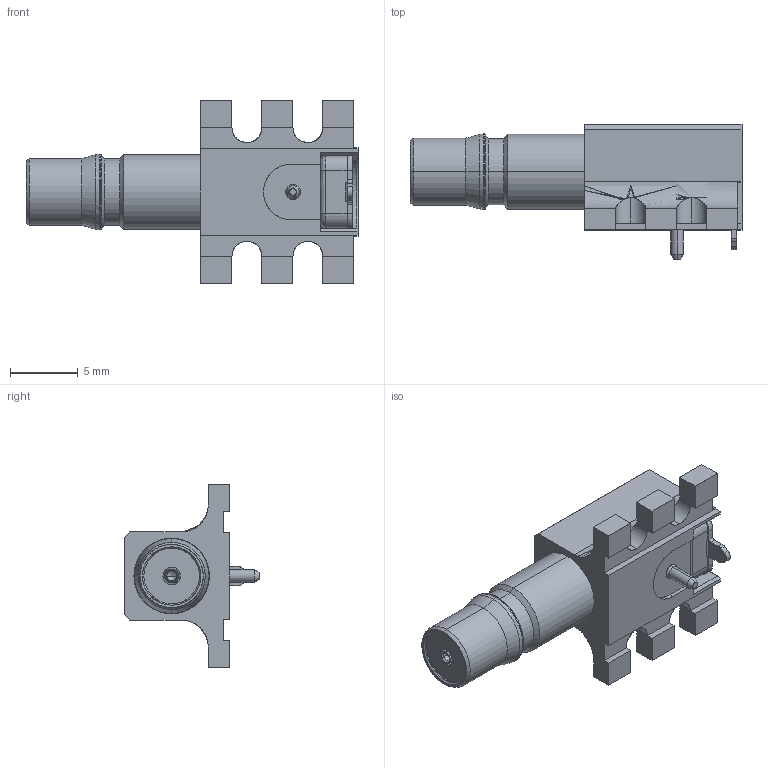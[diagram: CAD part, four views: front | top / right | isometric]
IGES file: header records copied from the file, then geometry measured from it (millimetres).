
Start section: SolidWorks IGES file using analytic representation for surfaces
Global section: file name: R123.682.827L.IGS; native system: SolidWorks 2006 by SolidWorks Corporation; preprocessor: SolidWorks 2006 by SolidWorks Corporation; author: yang_jd; date: 071012.154800; units: millimetre
Bounding box: 24.5 x 10 x 13.5 mm (x, y, z)
Surface area: 900.5 mm2 (no closed solid volume)
Topology: 0 solids, 0 shells, 215 faces, 1829 edges, 1827 vertices
Faces by surface type: bspline 124, revolution 91
